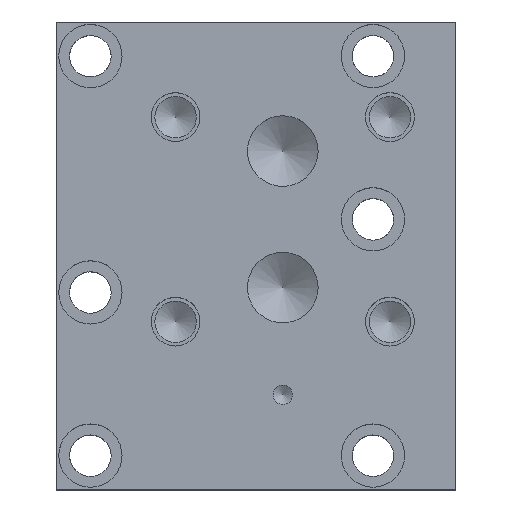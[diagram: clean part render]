
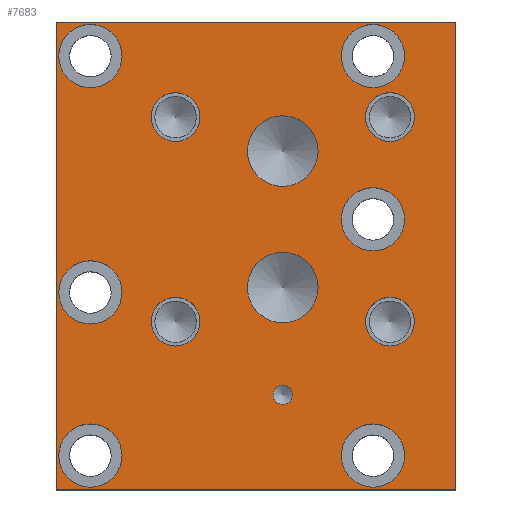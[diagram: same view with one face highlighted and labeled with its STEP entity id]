
A CAD part, top view. The second image highlights one B-rep face of the part: STEP entity #7683.
In plain terms, the highlighted planar face has unit normal (0, 0, 1).
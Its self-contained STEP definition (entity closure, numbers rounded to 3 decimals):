
#122=CIRCLE('',#8020,10.312);
#125=CIRCLE('',#8026,10.312);
#128=CIRCLE('',#8032,10.312);
#131=CIRCLE('',#8038,10.312);
#134=CIRCLE('',#8044,10.312);
#137=CIRCLE('',#8050,10.312);
#139=CIRCLE('',#8055,3.175);
#141=CIRCLE('',#8059,11.506);
#143=CIRCLE('',#8063,11.506);
#147=CIRCLE('',#8070,7.938);
#151=CIRCLE('',#8078,7.938);
#155=CIRCLE('',#8086,7.938);
#159=CIRCLE('',#8094,7.938);
#504=FACE_BOUND('',#1388,.T.);
#505=FACE_BOUND('',#1389,.T.);
#506=FACE_BOUND('',#1390,.T.);
#507=FACE_BOUND('',#1391,.T.);
#508=FACE_BOUND('',#1392,.T.);
#509=FACE_BOUND('',#1393,.T.);
#510=FACE_BOUND('',#1394,.T.);
#511=FACE_BOUND('',#1395,.T.);
#512=FACE_BOUND('',#1396,.T.);
#513=FACE_BOUND('',#1397,.T.);
#514=FACE_BOUND('',#1398,.T.);
#515=FACE_BOUND('',#1399,.T.);
#516=FACE_BOUND('',#1400,.T.);
#921=FACE_OUTER_BOUND('',#1387,.T.);
#1387=EDGE_LOOP('',(#6697,#6698,#6699,#6700));
#1388=EDGE_LOOP('',(#6701));
#1389=EDGE_LOOP('',(#6702));
#1390=EDGE_LOOP('',(#6703));
#1391=EDGE_LOOP('',(#6704));
#1392=EDGE_LOOP('',(#6705));
#1393=EDGE_LOOP('',(#6706));
#1394=EDGE_LOOP('',(#6707));
#1395=EDGE_LOOP('',(#6708));
#1396=EDGE_LOOP('',(#6709));
#1397=EDGE_LOOP('',(#6710));
#1398=EDGE_LOOP('',(#6711));
#1399=EDGE_LOOP('',(#6712));
#1400=EDGE_LOOP('',(#6713));
#1780=LINE('',#10567,#2537);
#2153=LINE('',#13072,#2910);
#2155=LINE('',#13076,#2912);
#2157=LINE('',#13079,#2914);
#2537=VECTOR('',#8748,10.);
#2910=VECTOR('',#9647,10.);
#2912=VECTOR('',#9651,10.);
#2914=VECTOR('',#9655,10.);
#3179=VERTEX_POINT('',#10564);
#3180=VERTEX_POINT('',#10566);
#3562=VERTEX_POINT('',#12919);
#3565=VERTEX_POINT('',#12930);
#3568=VERTEX_POINT('',#12941);
#3571=VERTEX_POINT('',#12952);
#3574=VERTEX_POINT('',#12963);
#3577=VERTEX_POINT('',#12974);
#3580=VERTEX_POINT('',#12985);
#3583=VERTEX_POINT('',#12994);
#3586=VERTEX_POINT('',#13003);
#3591=VERTEX_POINT('',#13017);
#3596=VERTEX_POINT('',#13033);
#3601=VERTEX_POINT('',#13049);
#3606=VERTEX_POINT('',#13065);
#3607=VERTEX_POINT('',#13071);
#3608=VERTEX_POINT('',#13075);
#4004=EDGE_CURVE('',#3180,#3179,#1780,.T.);
#4571=EDGE_CURVE('',#3562,#3562,#122,.T.);
#4576=EDGE_CURVE('',#3565,#3565,#125,.T.);
#4581=EDGE_CURVE('',#3568,#3568,#128,.T.);
#4586=EDGE_CURVE('',#3571,#3571,#131,.T.);
#4591=EDGE_CURVE('',#3574,#3574,#134,.T.);
#4596=EDGE_CURVE('',#3577,#3577,#137,.T.);
#4601=EDGE_CURVE('',#3580,#3580,#139,.T.);
#4605=EDGE_CURVE('',#3583,#3583,#141,.T.);
#4609=EDGE_CURVE('',#3586,#3586,#143,.T.);
#4615=EDGE_CURVE('',#3591,#3591,#147,.T.);
#4622=EDGE_CURVE('',#3596,#3596,#151,.T.);
#4629=EDGE_CURVE('',#3601,#3601,#155,.T.);
#4636=EDGE_CURVE('',#3606,#3606,#159,.T.);
#4639=EDGE_CURVE('',#3607,#3180,#2153,.T.);
#4641=EDGE_CURVE('',#3608,#3607,#2155,.T.);
#4643=EDGE_CURVE('',#3179,#3608,#2157,.T.);
#6697=ORIENTED_EDGE('',*,*,#4004,.T.);
#6698=ORIENTED_EDGE('',*,*,#4643,.T.);
#6699=ORIENTED_EDGE('',*,*,#4641,.T.);
#6700=ORIENTED_EDGE('',*,*,#4639,.T.);
#6701=ORIENTED_EDGE('',*,*,#4571,.T.);
#6702=ORIENTED_EDGE('',*,*,#4576,.T.);
#6703=ORIENTED_EDGE('',*,*,#4581,.T.);
#6704=ORIENTED_EDGE('',*,*,#4586,.T.);
#6705=ORIENTED_EDGE('',*,*,#4591,.T.);
#6706=ORIENTED_EDGE('',*,*,#4596,.T.);
#6707=ORIENTED_EDGE('',*,*,#4601,.T.);
#6708=ORIENTED_EDGE('',*,*,#4605,.T.);
#6709=ORIENTED_EDGE('',*,*,#4609,.T.);
#6710=ORIENTED_EDGE('',*,*,#4615,.T.);
#6711=ORIENTED_EDGE('',*,*,#4622,.T.);
#6712=ORIENTED_EDGE('',*,*,#4629,.T.);
#6713=ORIENTED_EDGE('',*,*,#4636,.T.);
#6967=PLANE('',#8100);
#7683=ADVANCED_FACE('',(#921,#504,#505,#506,#507,#508,#509,#510,#511,#512,
#513,#514,#515,#516),#6967,.T.);
#8020=AXIS2_PLACEMENT_3D('',#12920,#9463,#9464);
#8026=AXIS2_PLACEMENT_3D('',#12931,#9477,#9478);
#8032=AXIS2_PLACEMENT_3D('',#12942,#9491,#9492);
#8038=AXIS2_PLACEMENT_3D('',#12953,#9505,#9506);
#8044=AXIS2_PLACEMENT_3D('',#12964,#9519,#9520);
#8050=AXIS2_PLACEMENT_3D('',#12975,#9533,#9534);
#8055=AXIS2_PLACEMENT_3D('',#12986,#9546,#9547);
#8059=AXIS2_PLACEMENT_3D('',#12995,#9556,#9557);
#8063=AXIS2_PLACEMENT_3D('',#13004,#9566,#9567);
#8070=AXIS2_PLACEMENT_3D('',#13018,#9582,#9583);
#8078=AXIS2_PLACEMENT_3D('',#13034,#9601,#9602);
#8086=AXIS2_PLACEMENT_3D('',#13050,#9620,#9621);
#8094=AXIS2_PLACEMENT_3D('',#13066,#9639,#9640);
#8100=AXIS2_PLACEMENT_3D('',#13081,#9658,#9659);
#8748=DIRECTION('',(1.,0.,0.));
#9463=DIRECTION('center_axis',(0.,0.,-1.));
#9464=DIRECTION('ref_axis',(1.,0.,0.));
#9477=DIRECTION('center_axis',(0.,0.,-1.));
#9478=DIRECTION('ref_axis',(1.,0.,0.));
#9491=DIRECTION('center_axis',(0.,0.,-1.));
#9492=DIRECTION('ref_axis',(1.,0.,0.));
#9505=DIRECTION('center_axis',(0.,0.,-1.));
#9506=DIRECTION('ref_axis',(1.,0.,0.));
#9519=DIRECTION('center_axis',(0.,0.,-1.));
#9520=DIRECTION('ref_axis',(1.,0.,0.));
#9533=DIRECTION('center_axis',(0.,0.,-1.));
#9534=DIRECTION('ref_axis',(1.,0.,0.));
#9546=DIRECTION('center_axis',(0.,0.,-1.));
#9547=DIRECTION('ref_axis',(1.,0.,0.));
#9556=DIRECTION('center_axis',(0.,0.,-1.));
#9557=DIRECTION('ref_axis',(1.,0.,0.));
#9566=DIRECTION('center_axis',(0.,0.,-1.));
#9567=DIRECTION('ref_axis',(1.,0.,0.));
#9582=DIRECTION('center_axis',(0.,0.,-1.));
#9583=DIRECTION('ref_axis',(1.,0.,0.));
#9601=DIRECTION('center_axis',(0.,0.,-1.));
#9602=DIRECTION('ref_axis',(1.,0.,0.));
#9620=DIRECTION('center_axis',(0.,0.,-1.));
#9621=DIRECTION('ref_axis',(1.,0.,0.));
#9639=DIRECTION('center_axis',(0.,0.,-1.));
#9640=DIRECTION('ref_axis',(1.,0.,0.));
#9647=DIRECTION('',(0.,-1.,0.));
#9651=DIRECTION('',(-1.,0.,0.));
#9655=DIRECTION('',(0.,1.,0.));
#9658=DIRECTION('center_axis',(0.,0.,1.));
#9659=DIRECTION('ref_axis',(1.,0.,0.));
#10564=CARTESIAN_POINT('',(130.175,0.,50.8));
#10566=CARTESIAN_POINT('',(0.,0.,50.8));
#10567=CARTESIAN_POINT('',(0.,0.,50.8));
#12919=CARTESIAN_POINT('',(0.813,141.3,50.8));
#12920=CARTESIAN_POINT('Origin',(11.125,141.3,50.8));
#12930=CARTESIAN_POINT('',(0.813,64.306,50.8));
#12931=CARTESIAN_POINT('Origin',(11.125,64.306,50.8));
#12941=CARTESIAN_POINT('',(0.813,11.125,50.8));
#12942=CARTESIAN_POINT('Origin',(11.125,11.125,50.8));
#12952=CARTESIAN_POINT('',(92.888,11.125,50.8));
#12953=CARTESIAN_POINT('Origin',(103.2,11.125,50.8));
#12963=CARTESIAN_POINT('',(92.888,88.119,50.8));
#12964=CARTESIAN_POINT('Origin',(103.2,88.119,50.8));
#12974=CARTESIAN_POINT('',(92.888,141.3,50.8));
#12975=CARTESIAN_POINT('Origin',(103.2,141.3,50.8));
#12985=CARTESIAN_POINT('',(70.637,30.937,50.8));
#12986=CARTESIAN_POINT('Origin',(73.812,30.937,50.8));
#12994=CARTESIAN_POINT('',(62.306,65.888,50.8));
#12995=CARTESIAN_POINT('Origin',(73.812,65.888,50.8));
#13003=CARTESIAN_POINT('',(62.306,110.338,50.8));
#13004=CARTESIAN_POINT('Origin',(73.812,110.338,50.8));
#13017=CARTESIAN_POINT('',(100.8,54.762,50.8));
#13018=CARTESIAN_POINT('Origin',(108.737,54.762,50.8));
#13033=CARTESIAN_POINT('',(30.95,121.437,50.8));
#13034=CARTESIAN_POINT('Origin',(38.887,121.437,50.8));
#13049=CARTESIAN_POINT('',(100.8,121.437,50.8));
#13050=CARTESIAN_POINT('Origin',(108.737,121.437,50.8));
#13065=CARTESIAN_POINT('',(30.95,54.762,50.8));
#13066=CARTESIAN_POINT('Origin',(38.887,54.762,50.8));
#13071=CARTESIAN_POINT('',(0.,152.4,50.8));
#13072=CARTESIAN_POINT('',(0.,152.4,50.8));
#13075=CARTESIAN_POINT('',(130.175,152.4,50.8));
#13076=CARTESIAN_POINT('',(130.175,152.4,50.8));
#13079=CARTESIAN_POINT('',(130.175,0.,50.8));
#13081=CARTESIAN_POINT('Origin',(65.088,76.2,50.8));
